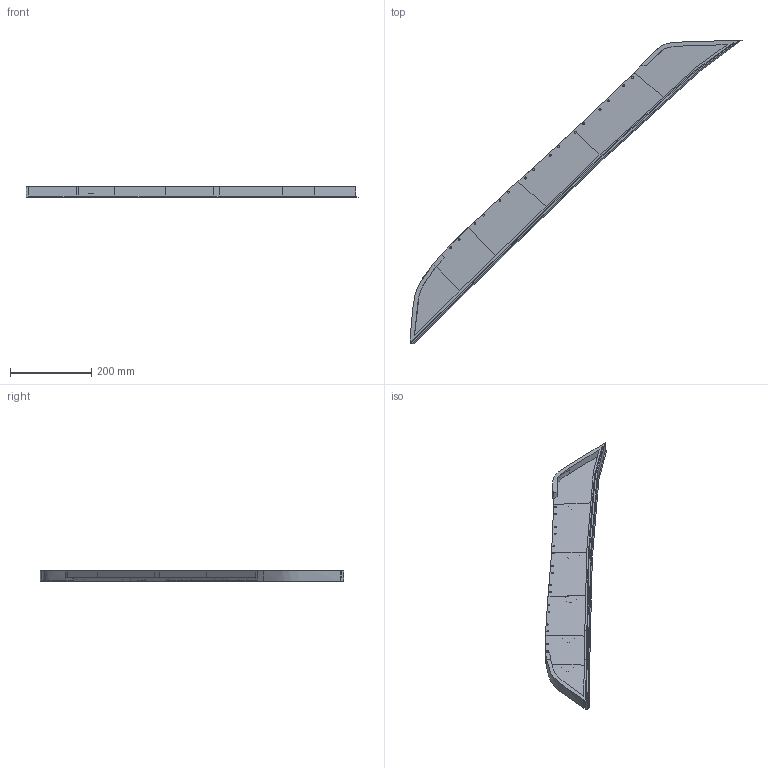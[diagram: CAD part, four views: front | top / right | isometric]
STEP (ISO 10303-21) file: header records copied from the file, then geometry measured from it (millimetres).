
FILE_DESCRIPTION(/* description */ (''),/* implementation_level */ '2;1');
FILE_NAME(/* name */ 'Boxengasse_all.step',/* time_stamp */ '2024-10-16T21:34:27+02:00',/* author */ (''),/* organization */ (''),/* preprocessor_version */ 'ST-DEVELOPER v20',/* originating_system */ 'Autodesk Translation Framework v13.20.0.188',/* authorisation */ '');
FILE_SCHEMA (('AUTOMOTIVE_DESIGN { 1 0 10303 214 3 1 1 }'));
Length unit declared in the file: millimetre
Products named in the file (7): Boxengasse; PitLaneEnd; Pitlane_2; Pitlane_Start; Pitlane_3; Pitlane_4; Pitlane_5
Assembly tree (6 placements, depth 2):
  Boxengasse
    PitLaneEnd
    Pitlane_2
    Pitlane_Start
    Pitlane_3
    Pitlane_4
    Pitlane_5
Bounding box: 815.31 x 745.37 x 25 mm (x, y, z)
Volume: 1032696 mm3; surface area: 328410.4 mm2
Topology: 6 solids, 6 shells, 213 faces, 558 edges, 373 vertices
Faces by surface type: plane 143, bspline 38, cylinder 27, cone 5
Full cylindrical faces by diameter (mm): 4.25 x3, 4.317 x3, 5 x9
Entity records: 10847 total; most frequent: CARTESIAN_POINT 5552, ORIENTED_EDGE 1116, DIRECTION 927, EDGE_CURVE 558, LINE 425, VECTOR 425, VERTEX_POINT 373, AXIS2_PLACEMENT_3D 251
